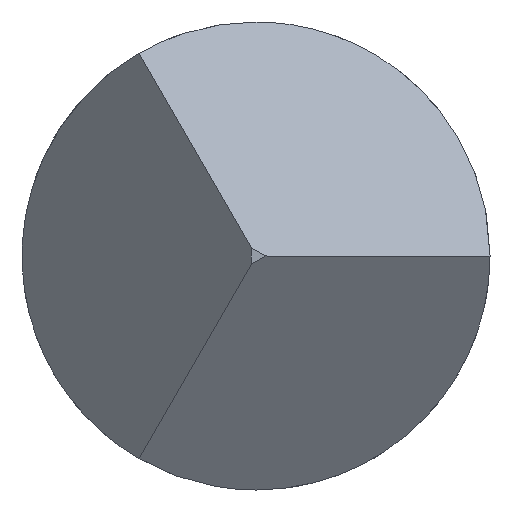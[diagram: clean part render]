
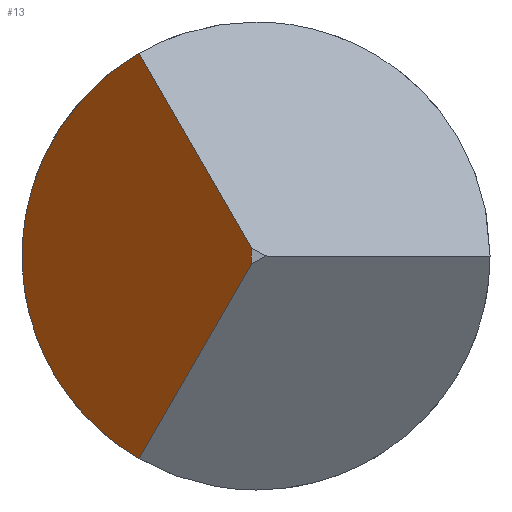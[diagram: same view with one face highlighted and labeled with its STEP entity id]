
A CAD part, left-side view. The second image highlights one B-rep face of the part: STEP entity #13.
In plain terms, the highlighted planar face has unit normal (-0.707, 0.707, 0).
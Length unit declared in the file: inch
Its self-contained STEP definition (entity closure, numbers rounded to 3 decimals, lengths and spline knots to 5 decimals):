
#13 = ADVANCED_FACE ( 'NONE', ( #468 ), #552, .F. ) ;
#25 = CARTESIAN_POINT ( 'NONE',  ( -0.311, 0.025, 0.0433 ) ) ;
#35 = CARTESIAN_POINT ( 'NONE',  ( -0.2735, 0.0625, -0.02165 ) ) ;
#49 = CARTESIAN_POINT ( 'NONE',  ( -0.31828, 0.01772, -0.03069 ) ) ;
#83 = CARTESIAN_POINT ( 'NONE',  ( -0.335, 0.001, 0.00173 ) ) ;
#84 = DIRECTION ( 'NONE',  ( 0., 0., 1. ) ) ;
#87 = CARTESIAN_POINT ( 'NONE',  ( -0.311, 0.025, 0.0433 ) ) ;
#91 = DIRECTION ( 'NONE',  ( -0.447, -0.447, 0.775 ) ) ;
#122 = CARTESIAN_POINT ( 'NONE',  ( -0.335, 0.001, 0. ) ) ;
#126 = CARTESIAN_POINT ( 'NONE',  ( -0.311, 0.025, -0.0433 ) ) ;
#128 = CARTESIAN_POINT ( 'NONE',  ( -0.335, 0.001, -0.00173 ) ) ;
#136 = CARTESIAN_POINT ( 'NONE',  ( -0.2735, 0.0625, 0.02165 ) ) ;
#155 = CARTESIAN_POINT ( 'NONE',  ( -0.311, 0.025, -0.0433 ) ) ;
#170 =( BOUNDED_CURVE ( )  B_SPLINE_CURVE ( 3, ( #87, #136, #35, #155 ),
 .UNSPECIFIED., .F., .F. ) 
 B_SPLINE_CURVE_WITH_KNOTS ( ( 4, 4 ),
 ( 5.23599, 7.33038 ),
 .UNSPECIFIED. ) 
 CURVE ( )  GEOMETRIC_REPRESENTATION_ITEM ( )  RATIONAL_B_SPLINE_CURVE ( ( 1., 0.667, 0.667, 1. ) ) 
 REPRESENTATION_ITEM ( '' )  );
#218 = EDGE_CURVE ( 'NONE', #341, #313, #481, .T. ) ;
#223 = EDGE_CURVE ( 'NONE', #324, #395, #472, .T. ) ;
#228 = EDGE_CURVE ( 'NONE', #395, #341, #460, .T. ) ;
#239 = AXIS2_PLACEMENT_3D ( 'NONE', #563, #591, #514 ) ;
#267 = EDGE_CURVE ( 'NONE', #313, #324, #170, .T. ) ;
#274 = EDGE_LOOP ( 'NONE', ( #376, #375, #368, #278 ) ) ;
#278 = ORIENTED_EDGE ( 'NONE', *, *, #223, .T. ) ;
#313 = VERTEX_POINT ( 'NONE', #25 ) ;
#324 = VERTEX_POINT ( 'NONE', #126 ) ;
#341 = VERTEX_POINT ( 'NONE', #83 ) ;
#368 = ORIENTED_EDGE ( 'NONE', *, *, #267, .T. ) ;
#375 = ORIENTED_EDGE ( 'NONE', *, *, #218, .T. ) ;
#376 = ORIENTED_EDGE ( 'NONE', *, *, #228, .T. ) ;
#395 = VERTEX_POINT ( 'NONE', #128 ) ;
#452 = VECTOR ( 'NONE', #84, 39.37008 ) ;
#460 = LINE ( 'NONE', #122, #452 ) ;
#462 = VECTOR ( 'NONE', #91, 39.37008 ) ;
#468 = FACE_OUTER_BOUND ( 'NONE', #274, .T. ) ;
#472 = LINE ( 'NONE', #49, #462 ) ;
#476 = VECTOR ( 'NONE', #567, 39.37008 ) ;
#481 = LINE ( 'NONE', #557, #476 ) ;
#514 = DIRECTION ( 'NONE',  ( 0.707, 0.707, 0. ) ) ;
#552 = PLANE ( 'NONE',  #239 ) ;
#557 = CARTESIAN_POINT ( 'NONE',  ( -0.35292, -0.01692, -0.02931 ) ) ;
#563 = CARTESIAN_POINT ( 'NONE',  ( -0.335, 0.001, -0.05 ) ) ;
#567 = DIRECTION ( 'NONE',  ( 0.447, 0.447, 0.775 ) ) ;
#591 = DIRECTION ( 'NONE',  ( 0.707, -0.707, 0. ) ) ;
